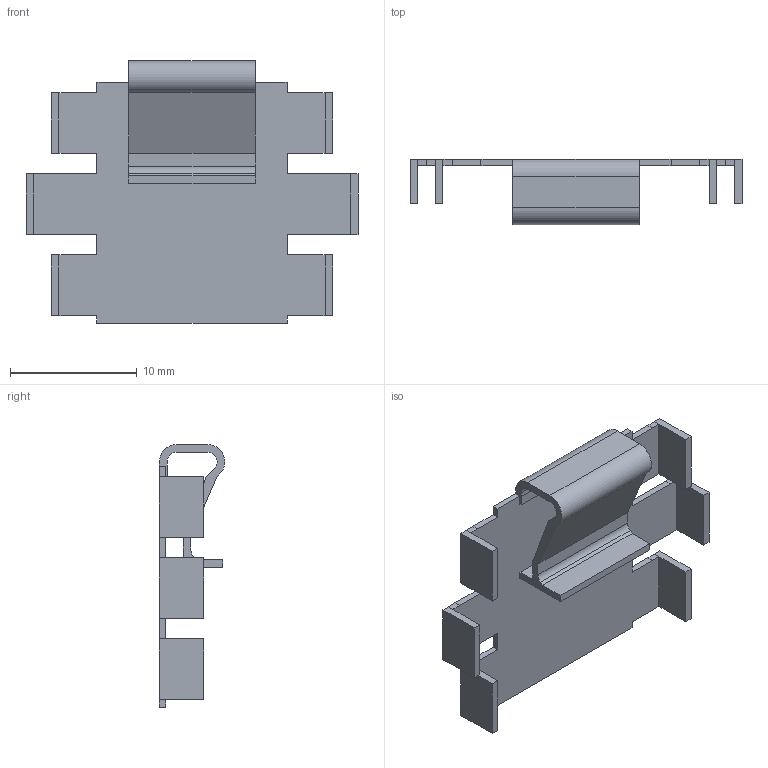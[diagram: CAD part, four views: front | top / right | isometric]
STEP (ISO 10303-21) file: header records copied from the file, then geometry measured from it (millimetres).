
FILE_DESCRIPTION(/* description */ (''),/* implementation_level */ '2;1');
FILE_NAME(/* name */ 'Aufsteckkhlkrper, TO-220, 27KW v3.step',/* time_stamp */ '2023-06-16T10:13:19+02:00',/* author */ (''),/* organization */ (''),/* preprocessor_version */ 'ST-DEVELOPER v19.2',/* originating_system */ 'Autodesk Translation Framework v12.6.0.85',/* authorisation */ '');
FILE_SCHEMA (('AUTOMOTIVE_DESIGN { 1 0 10303 214 3 1 1 }'));
Length unit declared in the file: millimetre
Products named in the file (1): Aufsteckkühlkörper, TO-220, 27K/W
Bounding box: 26.2 x 5.17 x 20.72 mm (x, y, z)
Volume: 374.4 mm3; surface area: 1459.3 mm2
Topology: 1 solids, 1 shells, 98 faces, 275 edges, 178 vertices
Faces by surface type: plane 92, cylinder 6
Full cylindrical faces by diameter (mm): 1.628 x1
Entity records: 3131 total; most frequent: CARTESIAN_POINT 552, ORIENTED_EDGE 550, DIRECTION 485, EDGE_CURVE 275, LINE 263, VECTOR 263, VERTEX_POINT 178, AXIS2_PLACEMENT_3D 111
